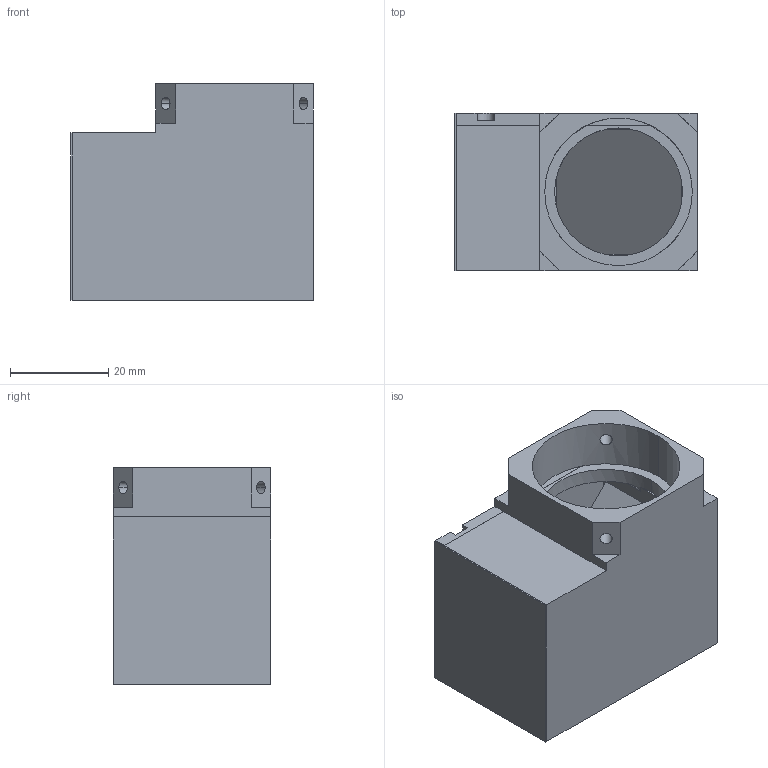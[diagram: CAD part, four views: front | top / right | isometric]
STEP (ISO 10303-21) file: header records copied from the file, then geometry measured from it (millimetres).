
FILE_DESCRIPTION (( 'STEP AP203' ), '1' );
FILE_NAME ('XF-ADZ-30D-4.STEP', '2016-07-04T07:47:04', ( 'Lxtx999.CoM' ), ( 'Lxtx999.CoM' ), 'SwSTEP 2.0', 'SolidWorks 2014', '' );
FILE_SCHEMA (( 'CONFIG_CONTROL_DESIGN' ));
Length unit declared in the file: millimetre
Products named in the file (6): XF-ADZ-30D-4-02-綠裔赽-20150408V5; XF-ADZ-30D-4; XF-ADZ-30D-4-01-翋极-20150408V5; J-MR25.4-01-斜边反射直角反射棱镜-20151019V5; J-MR20-01-斜边反射直角反射棱镜-20151019V5; XF-ADZ-30D-4-03-詩え-20150408V5
Assembly tree (5 placements, depth 2):
  XF-ADZ-30D-4
    XF-ADZ-30D-4-01-翋极-20150408V5
    J-MR25.4-01-斜边反射直角反射棱镜-20151019V5
    J-MR20-01-斜边反射直角反射棱镜-20151019V5
    XF-ADZ-30D-4-03-詩え-20150408V5
    XF-ADZ-30D-4-02-綠裔赽-20150408V5
Bounding box: 49.3 x 32 x 44 mm (x, y, z)
Volume: 33300.9 mm3; surface area: 22584.2 mm2
Topology: 5 solids, 5 shells, 114 faces, 307 edges, 198 vertices
Faces by surface type: plane 67, cylinder 41, cone 6
Entity records: 4363 total; most frequent: CARTESIAN_POINT 813, DIRECTION 611, ORIENTED_EDGE 602, EDGE_CURVE 301, LINE 211, VECTOR 211, AXIS2_PLACEMENT_3D 200, VERTEX_POINT 198
